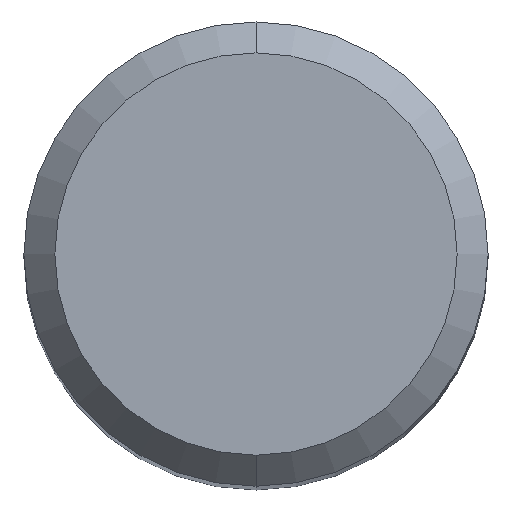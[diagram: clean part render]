
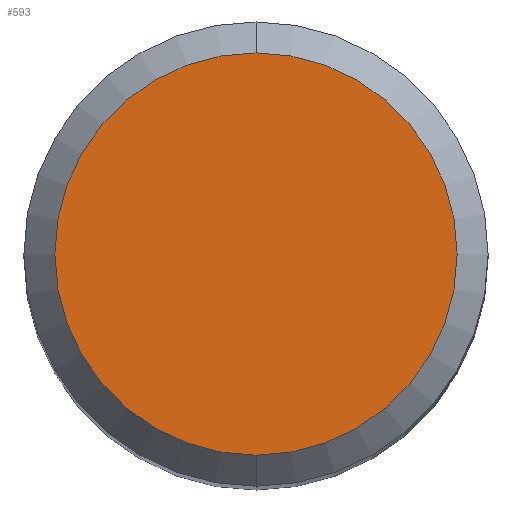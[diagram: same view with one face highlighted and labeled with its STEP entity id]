
A CAD part, top view. The second image highlights one B-rep face of the part: STEP entity #593.
In plain terms, the highlighted planar face has unit normal (0, 0, 1).
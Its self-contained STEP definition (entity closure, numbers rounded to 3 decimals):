
#427=EDGE_CURVE('',#879,#627,#1102,.T.);
#473=EDGE_CURVE('',#627,#879,#1152,.T.);
#593=ADVANCED_FACE('',(#1278),#1279,.T.);
#627=VERTEX_POINT('',#1316);
#879=VERTEX_POINT('',#1595);
#1102=CIRCLE('',#2053,2.6);
#1152=CIRCLE('',#2182,2.6);
#1278=FACE_OUTER_BOUND('',#2501,.T.);
#1279=PLANE('',#2502);
#1316=CARTESIAN_POINT('',(0.0,2.6,0.0));
#1595=CARTESIAN_POINT('',(0.,-2.6,0.0));
#2053=AXIS2_PLACEMENT_3D('',#4021,#4022,#4023);
#2182=AXIS2_PLACEMENT_3D('',#4078,#4079,#4080);
#2501=EDGE_LOOP('',(#4193,#4194));
#2502=AXIS2_PLACEMENT_3D('',#4195,#4196,#4197);
#4021=CARTESIAN_POINT('',(0.0,0.0,0.0));
#4022=DIRECTION('',(0.0,0.0,-1.0));
#4023=DIRECTION('',(0.0,1.0,0.0));
#4078=CARTESIAN_POINT('',(0.0,0.0,0.0));
#4079=DIRECTION('',(0.0,0.0,-1.0));
#4080=DIRECTION('',(0.0,1.0,0.0));
#4193=ORIENTED_EDGE('',*,*,#473,.F.);
#4194=ORIENTED_EDGE('',*,*,#427,.F.);
#4195=CARTESIAN_POINT('',(0.0,1.3,0.0));
#4196=DIRECTION('',(-0.0,0.0,1.0));
#4197=DIRECTION('',(0.0,-1.0,0.0));
